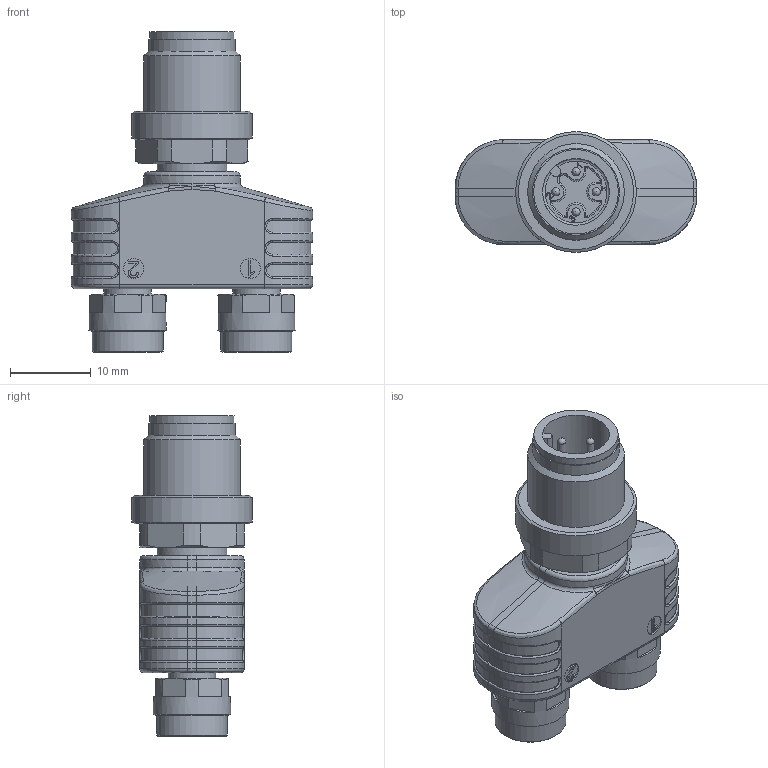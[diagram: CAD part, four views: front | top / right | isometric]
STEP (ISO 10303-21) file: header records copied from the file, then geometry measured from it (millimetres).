
FILE_DESCRIPTION(/* description */ (''),/* implementation_level */ '2;1');
FILE_NAME(/* name */ 'Y-WAS4-2KP3_S55.stp',/* time_stamp */ '2020-11-12T13:41:00+01:00',/* author */ (''),/* organization */ (''),/* preprocessor_version */ 'ST-DEVELOPER v16',/* originating_system */ 'SIEMENS PLM Software NX 10.0',/* authorisation */ '');
FILE_SCHEMA (('AUTOMOTIVE_DESIGN { 1 0 10303 214 3 1 1 1 }'));
Length unit declared in the file: millimetre
Products named in the file (1): Y-WAS4-2KP3_S55
Bounding box: 30 x 15 x 39.8 mm (x, y, z)
Volume: 6939.2 mm3; surface area: 3950.7 mm2
Topology: 1 solids, 1 shells, 439 faces, 1109 edges, 705 vertices
Faces by surface type: plane 139, cylinder 107, torus 63, extrusion 53, bspline 40, cone 33, sphere 4
Full cylindrical faces by diameter (mm): 1 x4, 1.1 x6, 2.5 x4, 5.7 x2, 5.9 x2, 7.2 x2, 8.3 x1, 8.7 x1, 8.8 x2, 9.6 x2, 10.5 x1, 10.8 x1, 12 x1, 15 x1
Entity records: 17096 total; most frequent: CARTESIAN_POINT 7580, ORIENTED_EDGE 2078, DIRECTION 1684, EDGE_CURVE 1039, VERTEX_POINT 684, AXIS2_PLACEMENT_3D 665, EDGE_LOOP 521, B_SPLINE_CURVE_WITH_KNOTS 473
